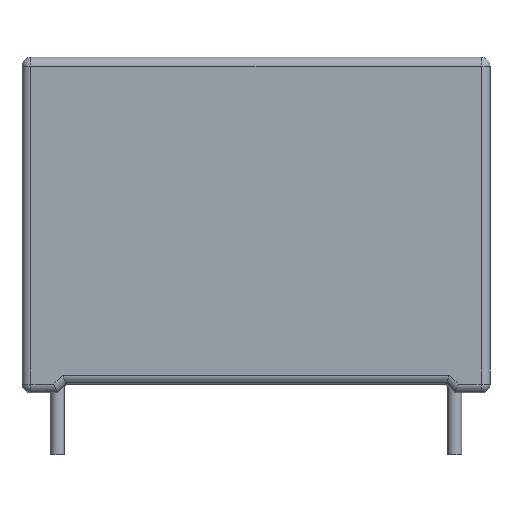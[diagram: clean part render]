
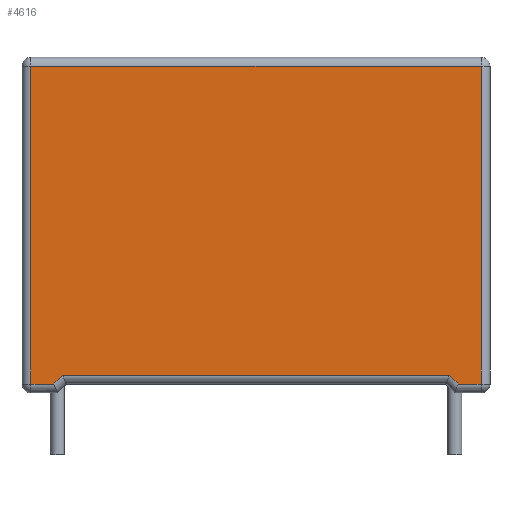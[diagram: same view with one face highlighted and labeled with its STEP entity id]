
A CAD part, front view. The second image highlights one B-rep face of the part: STEP entity #4616.
In plain terms, the highlighted planar face has unit normal (0, -1, 0).
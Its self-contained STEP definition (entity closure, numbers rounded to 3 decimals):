
#137 = DIRECTION ( 'NONE',  ( 1., 0., 0. ) ) ;
#247 = ORIENTED_EDGE ( 'NONE', *, *, #5719, .T. ) ;
#759 = ORIENTED_EDGE ( 'NONE', *, *, #2171, .T. ) ;
#1059 = EDGE_CURVE ( 'NONE', #7025, #12675, #9687, .T. ) ;
#1350 = VECTOR ( 'NONE', #11899, 1000. ) ;
#1609 = DIRECTION ( 'NONE',  ( 0., 0., 1. ) ) ;
#1646 = LINE ( 'NONE', #3532, #12084 ) ;
#1706 = CARTESIAN_POINT ( 'NONE',  ( 1.343, 0., 1.316 ) ) ;
#1760 = VECTOR ( 'NONE', #3514, 1000. ) ;
#2126 = EDGE_CURVE ( 'NONE', #10506, #7025, #1646, .T. ) ;
#2171 = EDGE_CURVE ( 'NONE', #12220, #12617, #8855, .T. ) ;
#2373 = CARTESIAN_POINT ( 'NONE',  ( 12.75, 0., 9. ) ) ;
#2885 = CARTESIAN_POINT ( 'NONE',  ( 0., 0., 0. ) ) ;
#3013 = ORIENTED_EDGE ( 'NONE', *, *, #5744, .T. ) ;
#3071 = PLANE ( 'NONE',  #3760 ) ;
#3513 = VERTEX_POINT ( 'NONE', #7431 ) ;
#3514 = DIRECTION ( 'NONE',  ( 0.7, 0., 0.714 ) ) ;
#3532 = CARTESIAN_POINT ( 'NONE',  ( 0., 0., -9. ) ) ;
#3758 = CARTESIAN_POINT ( 'NONE',  ( 12.75, 0., 0. ) ) ;
#3760 = AXIS2_PLACEMENT_3D ( 'NONE', #2885, #12091, #6034 ) ;
#4616 = ADVANCED_FACE ( 'NONE', ( #12151 ), #3071, .F. ) ;
#5706 = LINE ( 'NONE', #1706, #6449 ) ;
#5719 = EDGE_CURVE ( 'NONE', #9421, #12220, #5874, .T. ) ;
#5744 = EDGE_CURVE ( 'NONE', #3513, #9421, #6975, .T. ) ;
#5874 = LINE ( 'NONE', #8886, #1760 ) ;
#6034 = DIRECTION ( 'NONE',  ( 0., 0., 1. ) ) ;
#6121 = CARTESIAN_POINT ( 'NONE',  ( 0., 0., -8.5 ) ) ;
#6449 = VECTOR ( 'NONE', #11685, 1000. ) ;
#6824 = DIRECTION ( 'NONE',  ( -1., 0., 0. ) ) ;
#6975 = LINE ( 'NONE', #10972, #10760 ) ;
#7025 = VERTEX_POINT ( 'NONE', #9663 ) ;
#7177 = DIRECTION ( 'NONE',  ( 1., 0., 0. ) ) ;
#7431 = CARTESIAN_POINT ( 'NONE',  ( -12.75, 0., -9. ) ) ;
#7493 = EDGE_CURVE ( 'NONE', #12675, #10437, #8804, .T. ) ;
#7531 = DIRECTION ( 'NONE',  ( 1., 0., 0. ) ) ;
#7709 = CARTESIAN_POINT ( 'NONE',  ( 10.96, 0., -8.5 ) ) ;
#7878 = CARTESIAN_POINT ( 'NONE',  ( -12.75, 0., 0. ) ) ;
#8804 = LINE ( 'NONE', #11950, #12507 ) ;
#8855 = LINE ( 'NONE', #6121, #9122 ) ;
#8886 = CARTESIAN_POINT ( 'NONE',  ( -1.343, 0., 1.316 ) ) ;
#9035 = ORIENTED_EDGE ( 'NONE', *, *, #12256, .T. ) ;
#9048 = ORIENTED_EDGE ( 'NONE', *, *, #2126, .T. ) ;
#9122 = VECTOR ( 'NONE', #7177, 1000. ) ;
#9421 = VERTEX_POINT ( 'NONE', #11609 ) ;
#9663 = CARTESIAN_POINT ( 'NONE',  ( 12.75, 0., -9. ) ) ;
#9687 = LINE ( 'NONE', #3758, #10452 ) ;
#10052 = EDGE_CURVE ( 'NONE', #10437, #3513, #10906, .T. ) ;
#10437 = VERTEX_POINT ( 'NONE', #12930 ) ;
#10452 = VECTOR ( 'NONE', #1609, 1000. ) ;
#10506 = VERTEX_POINT ( 'NONE', #12993 ) ;
#10760 = VECTOR ( 'NONE', #137, 1000. ) ;
#10813 = EDGE_LOOP ( 'NONE', ( #11705, #12929, #3013, #247, #759, #9035, #9048, #11659 ) ) ;
#10906 = LINE ( 'NONE', #7878, #1350 ) ;
#10972 = CARTESIAN_POINT ( 'NONE',  ( 0., 0., -9. ) ) ;
#11471 = CARTESIAN_POINT ( 'NONE',  ( -10.96, 0., -8.5 ) ) ;
#11609 = CARTESIAN_POINT ( 'NONE',  ( -11.45, 0., -9. ) ) ;
#11659 = ORIENTED_EDGE ( 'NONE', *, *, #1059, .T. ) ;
#11685 = DIRECTION ( 'NONE',  ( 0.7, 0., -0.714 ) ) ;
#11705 = ORIENTED_EDGE ( 'NONE', *, *, #7493, .T. ) ;
#11899 = DIRECTION ( 'NONE',  ( 0., 0., -1. ) ) ;
#11950 = CARTESIAN_POINT ( 'NONE',  ( 0., 0., 9. ) ) ;
#12084 = VECTOR ( 'NONE', #7531, 1000. ) ;
#12091 = DIRECTION ( 'NONE',  ( 0., 1., 0. ) ) ;
#12151 = FACE_OUTER_BOUND ( 'NONE', #10813, .T. ) ;
#12220 = VERTEX_POINT ( 'NONE', #11471 ) ;
#12256 = EDGE_CURVE ( 'NONE', #12617, #10506, #5706, .T. ) ;
#12507 = VECTOR ( 'NONE', #6824, 1000. ) ;
#12617 = VERTEX_POINT ( 'NONE', #7709 ) ;
#12675 = VERTEX_POINT ( 'NONE', #2373 ) ;
#12929 = ORIENTED_EDGE ( 'NONE', *, *, #10052, .T. ) ;
#12930 = CARTESIAN_POINT ( 'NONE',  ( -12.75, 0., 9. ) ) ;
#12993 = CARTESIAN_POINT ( 'NONE',  ( 11.45, 0., -9. ) ) ;
